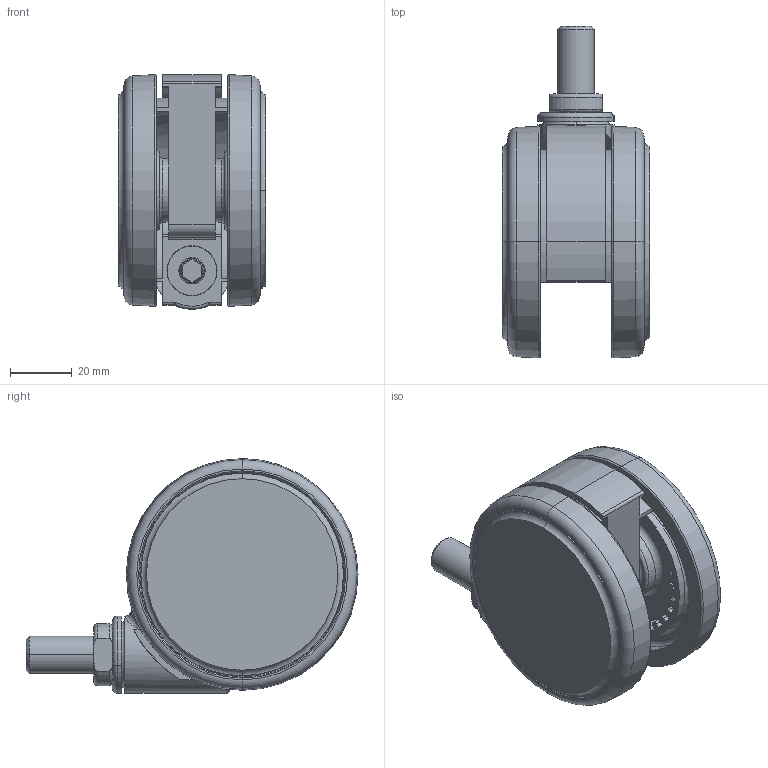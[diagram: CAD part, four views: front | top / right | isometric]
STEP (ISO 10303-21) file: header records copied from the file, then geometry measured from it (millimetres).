
FILE_DESCRIPTION (( 'STEP AP214' ), '1' );
FILE_NAME ('TCA-FZ75N12.STEP', '2016-08-05T02:16:12', ( '' ), ( '' ), 'SwSTEP 2.0', 'SolidWorks 2015', '' );
FILE_SCHEMA (( 'AUTOMOTIVE_DESIGN' ));
Length unit declared in the file: millimetre
Products named in the file (2): caster; TCA-FZ75N12
Assembly tree (1 placements, depth 2):
  TCA-FZ75N12
    caster
Bounding box: 47.7 x 107.5 x 76 mm (x, y, z)
Volume: 114115.6 mm3; surface area: 69095.8 mm2
Topology: 1 solids, 1 shells, 1801 faces, 4580 edges, 2690 vertices
Faces by surface type: cylinder 766, torus 455, plane 425, bspline 121, cone 34
Entity records: 58014 total; most frequent: CARTESIAN_POINT 14685, DIRECTION 9740, ORIENTED_EDGE 8916, EDGE_CURVE 4458, AXIS2_PLACEMENT_3D 3945, VERTEX_POINT 2690, CIRCLE 2261, EDGE_LOOP 1874
